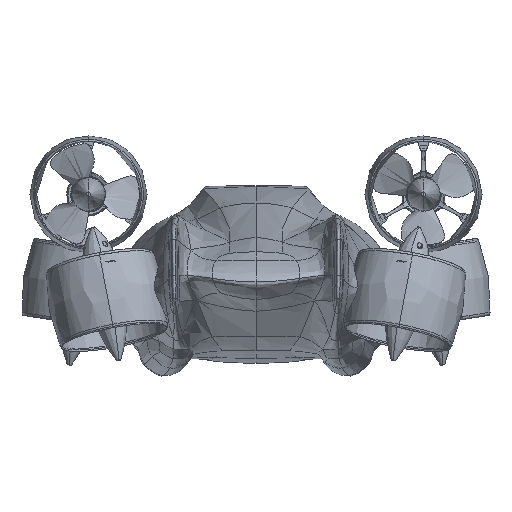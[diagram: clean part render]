
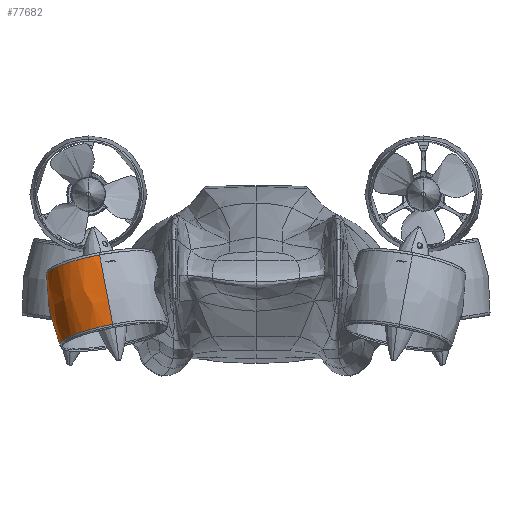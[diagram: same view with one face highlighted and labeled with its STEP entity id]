
A CAD part, left-side view. The second image highlights one B-rep face of the part: STEP entity #77682.
In plain terms, the highlighted free-form (B-spline) face has degree [2, 2] with [5, 3] control points.
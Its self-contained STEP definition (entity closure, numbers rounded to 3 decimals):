
#77622 = VERTEX_POINT('',#77623);
#77623 = CARTESIAN_POINT('',(-780.857,180.836,
    59.037));
#77632 = EDGE_CURVE('',#77633,#77622,#77635,.T.);
#77633 = VERTEX_POINT('',#77634);
#77634 = CARTESIAN_POINT('',(-918.79,183.258,
    84.887));
#77635 = ( BOUNDED_CURVE() B_SPLINE_CURVE(2,(#77636,#77637,#77638,#77639
,#77640),.UNSPECIFIED.,.F.,.F.) B_SPLINE_CURVE_WITH_KNOTS((3,2,3),(
    0.018,1.588,3.159),
.PIECEWISE_BEZIER_KNOTS.) CURVE() GEOMETRIC_REPRESENTATION_ITEM() 
RATIONAL_B_SPLINE_CURVE((1.,0.707,1.,0.707,1.)) 
REPRESENTATION_ITEM('') );
#77636 = CARTESIAN_POINT('',(-918.79,183.258,
    84.887));
#77637 = CARTESIAN_POINT('',(-920.001,252.225,
    71.962));
#77638 = CARTESIAN_POINT('',(-851.035,251.013,
    59.037));
#77639 = CARTESIAN_POINT('',(-782.068,249.802,
    46.112));
#77640 = CARTESIAN_POINT('',(-780.857,180.836,
    59.037));
#77682 = ADVANCED_FACE('',(#77683),#77710,.T.);
#77683 = FACE_BOUND('',#77684,.T.);
#77684 = EDGE_LOOP('',(#77685,#77686,#77694,#77704));
#77685 = ORIENTED_EDGE('',*,*,#77632,.F.);
#77686 = ORIENTED_EDGE('',*,*,#77687,.F.);
#77687 = EDGE_CURVE('',#77688,#77633,#77690,.T.);
#77688 = VERTEX_POINT('',#77689);
#77689 = CARTESIAN_POINT('',(-901.899,200.171,
    173.548));
#77690 = B_SPLINE_CURVE_WITH_KNOTS('',2,(#77691,#77692,#77693),
  .UNSPECIFIED.,.F.,.F.,(3,3),(0.,99.942),
  .PIECEWISE_BEZIER_KNOTS.);
#77691 = CARTESIAN_POINT('',(-901.899,200.171,
    173.548));
#77692 = CARTESIAN_POINT('',(-919.833,191.957,
    131.402));
#77693 = CARTESIAN_POINT('',(-918.79,183.258,
    84.887));
#77694 = ORIENTED_EDGE('',*,*,#77695,.T.);
#77695 = EDGE_CURVE('',#77688,#77696,#77698,.T.);
#77696 = VERTEX_POINT('',#77697);
#77697 = CARTESIAN_POINT('',(-763.923,197.748,
    147.69));
#77698 = ( BOUNDED_CURVE() B_SPLINE_CURVE(2,(#77699,#77700,#77701,#77702
,#77703),.UNSPECIFIED.,.F.,.F.) B_SPLINE_CURVE_WITH_KNOTS((3,2,3),(
    0.018,1.588,3.159),
.PIECEWISE_BEZIER_KNOTS.) CURVE() GEOMETRIC_REPRESENTATION_ITEM() 
RATIONAL_B_SPLINE_CURVE((1.,0.707,1.,0.707,1.)) 
REPRESENTATION_ITEM('') );
#77699 = CARTESIAN_POINT('',(-901.899,200.171,
    173.548));
#77700 = CARTESIAN_POINT('',(-903.111,269.159,
    160.619));
#77701 = CARTESIAN_POINT('',(-834.123,267.947,
    147.69));
#77702 = CARTESIAN_POINT('',(-765.135,266.736,
    134.761));
#77703 = CARTESIAN_POINT('',(-763.923,197.748,
    147.69));
#77704 = ORIENTED_EDGE('',*,*,#77705,.T.);
#77705 = EDGE_CURVE('',#77696,#77622,#77706,.T.);
#77706 = B_SPLINE_CURVE_WITH_KNOTS('',2,(#77707,#77708,#77709),
  .UNSPECIFIED.,.F.,.F.,(3,3),(0.,99.942),
  .PIECEWISE_BEZIER_KNOTS.);
#77707 = CARTESIAN_POINT('',(-763.923,197.748,
    147.69));
#77708 = CARTESIAN_POINT('',(-762.752,189.199,
    101.963));
#77709 = CARTESIAN_POINT('',(-780.857,180.836,
    59.037));
#77710 = ( BOUNDED_SURFACE() B_SPLINE_SURFACE(2,2,(
    (#77711,#77712,#77713)
    ,(#77714,#77715,#77716)
    ,(#77717,#77718,#77719)
    ,(#77720,#77721,#77722)
    ,(#77723,#77724,#77725
)),.UNSPECIFIED.,.F.,.F.,.F.) B_SPLINE_SURFACE_WITH_KNOTS((3,2,3),(3,3),
  (0.,1.571,3.142),(0.,99.942),
.PIECEWISE_BEZIER_KNOTS.) GEOMETRIC_REPRESENTATION_ITEM() 
RATIONAL_B_SPLINE_SURFACE((
    (1.,1.,1.)
    ,(0.707,0.707,0.707)
    ,(1.,1.,1.)
    ,(0.707,0.707,0.707)
,(1.,1.,1.))) REPRESENTATION_ITEM('') SURFACE() );
#77711 = CARTESIAN_POINT('',(-901.899,200.171,
    173.548));
#77712 = CARTESIAN_POINT('',(-919.833,191.957,
    131.402));
#77713 = CARTESIAN_POINT('',(-918.79,183.258,
    84.887));
#77714 = CARTESIAN_POINT('',(-903.111,269.159,
    160.619));
#77715 = CARTESIAN_POINT('',(-921.212,270.498,
    116.683));
#77716 = CARTESIAN_POINT('',(-920.001,252.225,
    71.962));
#77717 = CARTESIAN_POINT('',(-834.123,267.947,
    147.69));
#77718 = CARTESIAN_POINT('',(-842.672,269.119,
    101.963));
#77719 = CARTESIAN_POINT('',(-851.035,251.013,
    59.037));
#77720 = CARTESIAN_POINT('',(-765.135,266.736,
    134.761));
#77721 = CARTESIAN_POINT('',(-764.131,267.739,
    87.244));
#77722 = CARTESIAN_POINT('',(-782.068,249.802,
    46.112));
#77723 = CARTESIAN_POINT('',(-763.923,197.748,
    147.69));
#77724 = CARTESIAN_POINT('',(-762.752,189.199,
    101.963));
#77725 = CARTESIAN_POINT('',(-780.857,180.836,
    59.037));
